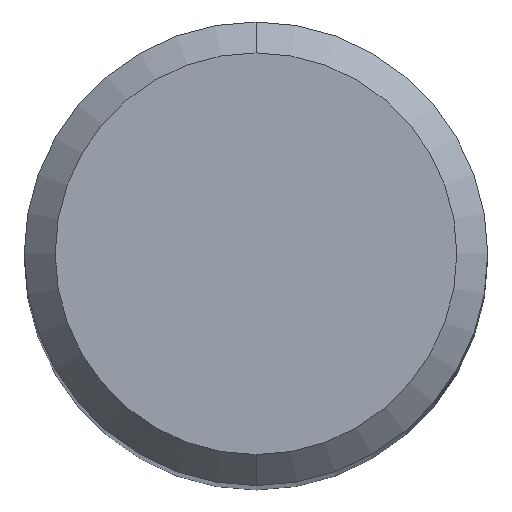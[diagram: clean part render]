
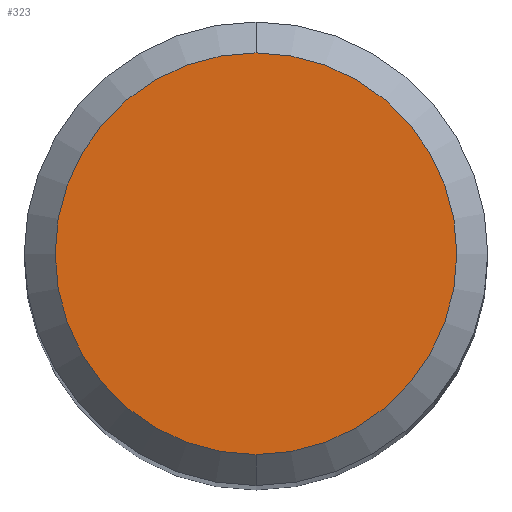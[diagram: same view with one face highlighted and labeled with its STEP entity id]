
A CAD part, top view. The second image highlights one B-rep face of the part: STEP entity #323.
In plain terms, the highlighted planar face has unit normal (0, 0, 1).
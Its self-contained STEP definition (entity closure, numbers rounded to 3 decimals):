
#197=VERTEX_POINT('',#491);
#285=VERTEX_POINT('',#589);
#323=ADVANCED_FACE('',(#631),#632,.T.);
#335=EDGE_CURVE('',#285,#197,#645,.T.);
#403=EDGE_CURVE('',#197,#285,#717,.T.);
#491=CARTESIAN_POINT('',(0.0,2.6,0.0));
#589=CARTESIAN_POINT('',(0.,-2.6,0.0));
#631=FACE_OUTER_BOUND('',#1104,.T.);
#632=PLANE('',#1105);
#645=CIRCLE('',#1125,2.6);
#717=CIRCLE('',#1329,2.6);
#1104=EDGE_LOOP('',(#1572,#1573));
#1105=AXIS2_PLACEMENT_3D('',#1574,#1575,#1576);
#1125=AXIS2_PLACEMENT_3D('',#1595,#1596,#1597);
#1329=AXIS2_PLACEMENT_3D('',#1656,#1657,#1658);
#1572=ORIENTED_EDGE('',*,*,#403,.F.);
#1573=ORIENTED_EDGE('',*,*,#335,.F.);
#1574=CARTESIAN_POINT('',(0.0,1.3,0.0));
#1575=DIRECTION('',(-0.0,0.0,1.0));
#1576=DIRECTION('',(0.0,-1.0,0.0));
#1595=CARTESIAN_POINT('',(0.0,0.0,0.0));
#1596=DIRECTION('',(0.0,0.0,-1.0));
#1597=DIRECTION('',(0.0,1.0,0.0));
#1656=CARTESIAN_POINT('',(0.0,0.0,0.0));
#1657=DIRECTION('',(0.0,0.0,-1.0));
#1658=DIRECTION('',(0.0,1.0,0.0));
